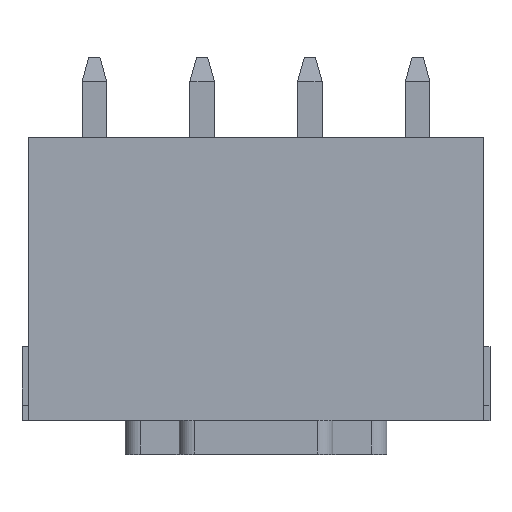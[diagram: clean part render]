
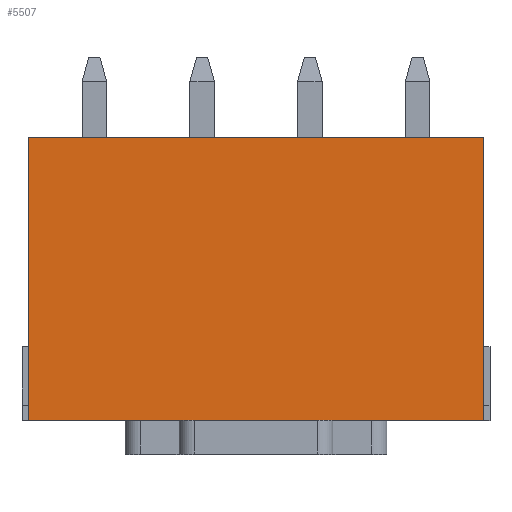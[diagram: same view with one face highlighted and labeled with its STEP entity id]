
A CAD part, top view. The second image highlights one B-rep face of the part: STEP entity #5507.
In plain terms, the highlighted planar face has unit normal (0, 0, 1).
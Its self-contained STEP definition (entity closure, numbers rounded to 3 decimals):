
#1097=ORIENTED_EDGE('',*,*,#2234,.T.);
#1098=ORIENTED_EDGE('',*,*,#2233,.F.);
#1099=ORIENTED_EDGE('',*,*,#2221,.F.);
#1100=ORIENTED_EDGE('',*,*,#1741,.T.);
#1741=EDGE_CURVE('',#2521,#2520,#3047,.T.);
#2221=EDGE_CURVE('',#2521,#2845,#3483,.T.);
#2233=EDGE_CURVE('',#2845,#2853,#3493,.T.);
#2234=EDGE_CURVE('',#2520,#2853,#3494,.T.);
#2520=VERTEX_POINT('',#7495);
#2521=VERTEX_POINT('',#7497);
#2845=VERTEX_POINT('',#8459);
#2853=VERTEX_POINT('',#8479);
#3047=LINE('',#7496,#3769);
#3483=LINE('',#8458,#4205);
#3493=LINE('',#8481,#4215);
#3494=LINE('',#8483,#4216);
#3769=VECTOR('',#6057,1000.);
#4205=VECTOR('',#6897,1000.);
#4215=VECTOR('',#6915,1000.);
#4216=VECTOR('',#6918,1000.);
#4649=EDGE_LOOP('',(#1097,#1098,#1099,#1100));
#4961=FACE_BOUND('',#4649,.T.);
#5236=PLANE('',#5871);
#5507=ADVANCED_FACE('',(#4961),#5236,.F.);
#5871=AXIS2_PLACEMENT_3D('',#8482,#6916,#6917);
#6057=DIRECTION('',(0.,-1.,0.));
#6897=DIRECTION('',(1.,0.,0.));
#6915=DIRECTION('',(0.,-1.,0.));
#6916=DIRECTION('',(0.,0.,-1.));
#6917=DIRECTION('',(-1.,0.,0.));
#6918=DIRECTION('',(1.,0.,0.));
#7495=CARTESIAN_POINT('',(-7.4,0.,3.5));
#7496=CARTESIAN_POINT('',(-7.4,9.2,3.5));
#7497=CARTESIAN_POINT('',(-7.4,9.2,3.5));
#8458=CARTESIAN_POINT('',(-7.4,9.2,3.5));
#8459=CARTESIAN_POINT('',(7.4,9.2,3.5));
#8479=CARTESIAN_POINT('',(7.4,0.,3.5));
#8481=CARTESIAN_POINT('',(7.4,9.2,3.5));
#8482=CARTESIAN_POINT('',(-7.4,9.2,3.5));
#8483=CARTESIAN_POINT('',(-7.4,0.,3.5));
